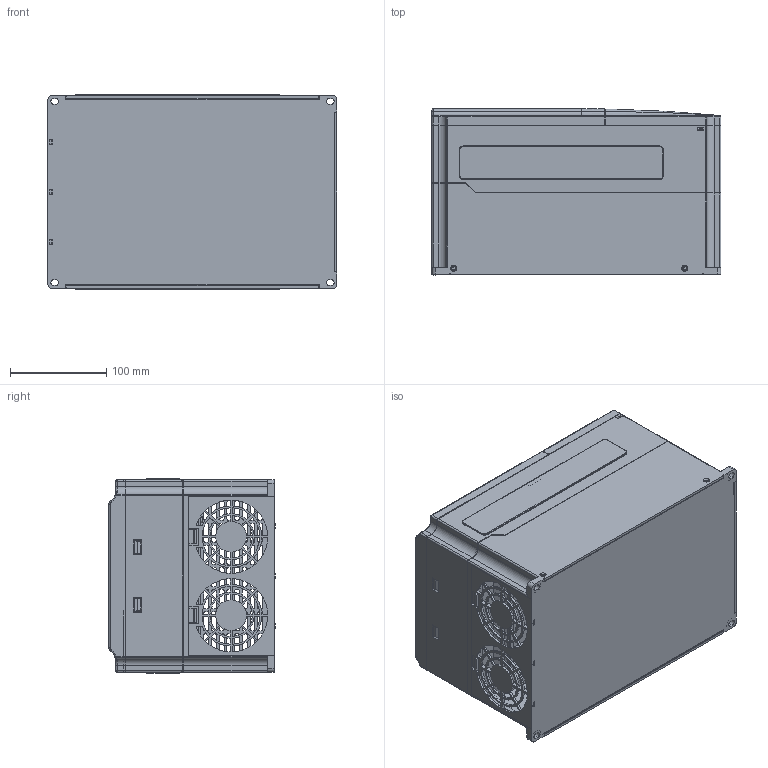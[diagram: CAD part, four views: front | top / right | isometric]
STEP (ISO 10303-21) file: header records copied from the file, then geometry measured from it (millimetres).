
FILE_DESCRIPTION(/* description */ (''),/* implementation_level */ '2;1');
FILE_NAME(/* name */ '740_15 кВт_Упростить_1.stp',/* time_stamp */ '2023-07-19T12:38:26+03:00',/* author */ ('Катюша'),/* organization */ (''),/* preprocessor_version */ 'ST-DEVELOPER v18.1',/* originating_system */ 'Autodesk Inventor 2022',/* authorisation */ '');
FILE_SCHEMA (('AUTOMOTIVE_DESIGN { 1 0 10303 214 3 1 1 }'));
Products named in the file (1): 740_15 кВт_Упростить_
1
Bounding box: 301 x 172.5 x 202.4 mm (x, y, z)
Volume: 841281.6 mm3; surface area: 765772.4 mm2
Topology: 1 solids, 1 shells, 2426 faces, 6924 edges, 4496 vertices
Faces by surface type: plane 1553, cylinder 666, cone 107, bspline 67, torus 25, sphere 8
Full cylindrical faces by diameter (mm): 0.2 x4, 1.2 x8, 2.2 x30, 2.6 x2, 3.2 x2, 3.5 x4, 4 x12, 4.5 x8, 5.5 x18, 6 x8, 6.2 x2, 7 x4, 10 x2, 12 x1, 14 x2, 30 x4
Entity records: 88500 total; most frequent: CARTESIAN_POINT 21240, ORIENTED_EDGE 13848, DIRECTION 13063, EDGE_CURVE 6924, LINE 5173, VECTOR 5173, VERTEX_POINT 4496, AXIS2_PLACEMENT_3D 3945
